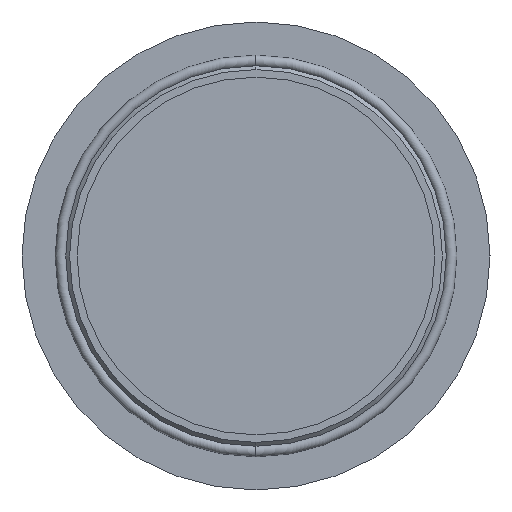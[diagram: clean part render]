
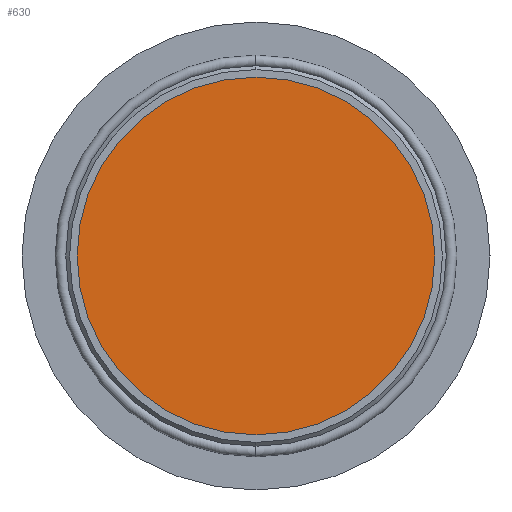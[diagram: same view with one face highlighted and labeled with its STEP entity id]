
A CAD part, front view. The second image highlights one B-rep face of the part: STEP entity #630.
In plain terms, the highlighted planar face has unit normal (0, -1, 0).
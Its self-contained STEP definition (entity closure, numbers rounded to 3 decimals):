
#82 = DIRECTION ( 'NONE',  ( 0., 0., -1. ) ) ;
#83 = DIRECTION ( 'NONE',  ( 0., -1., 0. ) ) ;
#84 = CARTESIAN_POINT ( 'NONE',  ( -23.5, -3., 0. ) ) ;
#85 = PLANE ( 'NONE',  #736 ) ;
#194 = DIRECTION ( 'NONE',  ( 0., 0., 1. ) ) ;
#195 = DIRECTION ( 'NONE',  ( 0., 1., 0. ) ) ;
#196 = CARTESIAN_POINT ( 'NONE',  ( 0., -3., 0. ) ) ;
#296 = DIRECTION ( 'NONE',  ( 0., 0., 1. ) ) ;
#297 = DIRECTION ( 'NONE',  ( 0., 1., 0. ) ) ;
#298 = CARTESIAN_POINT ( 'NONE',  ( 0., -3., 0. ) ) ;
#306 = CARTESIAN_POINT ( 'NONE',  ( 0., -3., 23.5 ) ) ;
#313 = CARTESIAN_POINT ( 'NONE',  ( 0., -3., -23.5 ) ) ;
#397 = ORIENTED_EDGE ( 'NONE', *, *, #595, .F. ) ;
#399 = ORIENTED_EDGE ( 'NONE', *, *, #561, .F. ) ;
#457 = EDGE_LOOP ( 'NONE', ( #397, #399 ) ) ;
#484 = VERTEX_POINT ( 'NONE', #313 ) ;
#491 = VERTEX_POINT ( 'NONE', #306 ) ;
#536 = CIRCLE ( 'NONE', #667, 23.5 ) ;
#557 = CIRCLE ( 'NONE', #643, 23.5 ) ;
#561 = EDGE_CURVE ( 'NONE', #484, #491, #557, .T. ) ;
#595 = EDGE_CURVE ( 'NONE', #491, #484, #536, .T. ) ;
#630 = ADVANCED_FACE ( 'NONE', ( #732 ), #85, .T. ) ;
#643 = AXIS2_PLACEMENT_3D ( 'NONE', #298, #297, #296 ) ;
#667 = AXIS2_PLACEMENT_3D ( 'NONE', #196, #195, #194 ) ;
#732 = FACE_OUTER_BOUND ( 'NONE', #457, .T. ) ;
#736 = AXIS2_PLACEMENT_3D ( 'NONE', #84, #83, #82 ) ;
